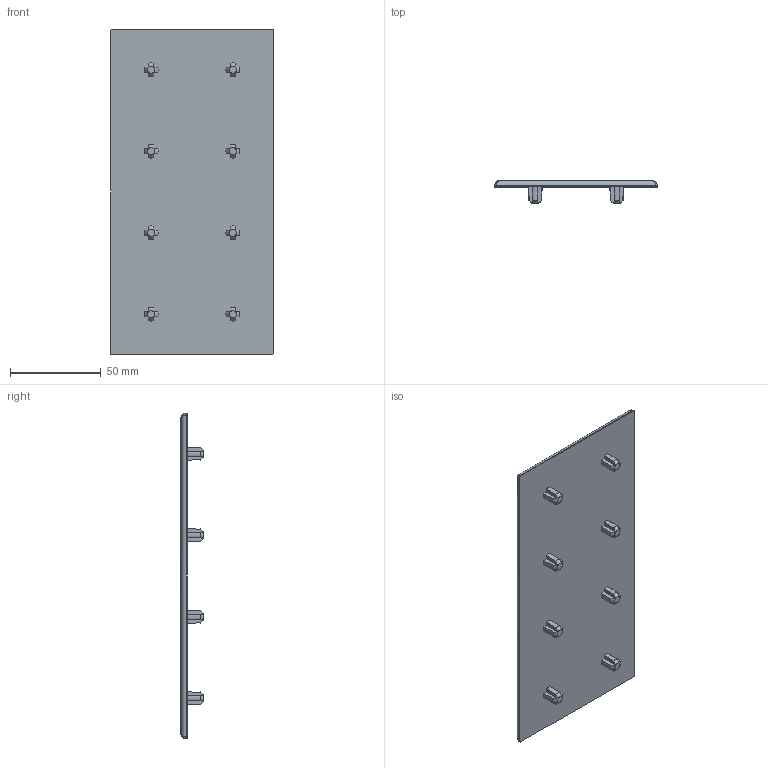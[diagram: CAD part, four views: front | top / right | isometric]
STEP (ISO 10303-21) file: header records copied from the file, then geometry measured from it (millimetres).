
FILE_DESCRIPTION((''),'2;1');
FILE_NAME('12141_POKROV_PRO_PA_90X180_SIV','2022-09-19T08:16:45',('PredragRovcanin'),('Audax d.o.o.'),'CREO PARAMETRIC BY PTC INC, 2020281','CREO PARAMETRIC BY PTC INC, 2020281','');
FILE_SCHEMA(('AP242_MANAGED_MODEL_BASED_3D_ENGINEERING_MIM_LF { 1 0 10303 442 1 1 4 }'));
Length unit declared in the file: millimetre
Products named in the file (1): 12141_POKROV_PRO_PA_90X180_SIV
Bounding box: 89.8 x 12.7 x 179.8 mm (x, y, z)
Volume: 57733.7 mm3; surface area: 35288.9 mm2
Topology: 1 solids, 1 shells, 165 faces, 388 edges, 244 vertices
Faces by surface type: plane 83, cone 64, cylinder 10, bspline 4, extrusion 4
Entity records: 6781 total; most frequent: CARTESIAN_POINT 1612, ORIENTED_EDGE 760, DIRECTION 672, PRESENTATION_STYLE_ASSIGNMENT 390, STYLED_ITEM 390, CURVE_STYLE 389, EDGE_CURVE 380, COLOUR_RGB 322
